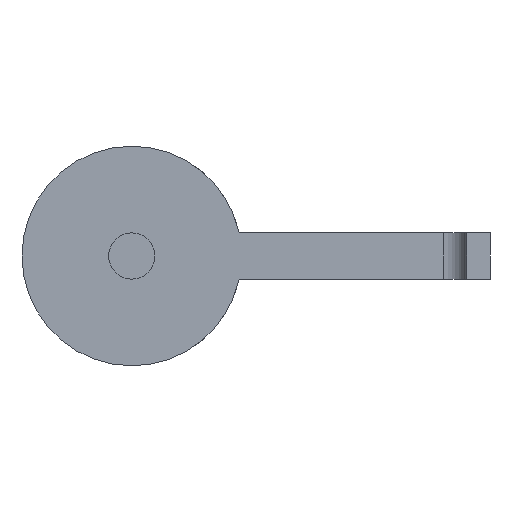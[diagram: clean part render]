
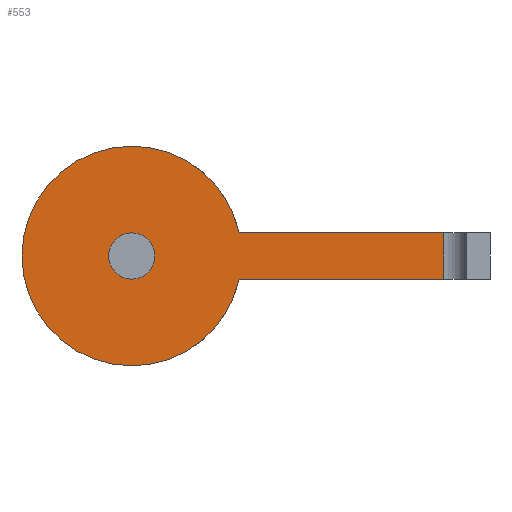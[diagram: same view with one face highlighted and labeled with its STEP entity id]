
A CAD part, front view. The second image highlights one B-rep face of the part: STEP entity #553.
In plain terms, the highlighted planar face has unit normal (0, -1, 0).
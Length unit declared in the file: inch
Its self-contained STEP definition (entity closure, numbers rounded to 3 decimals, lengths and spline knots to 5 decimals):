
#3 = DIRECTION ( 'NONE',  ( 0., 0., 1. ) ) ;
#5 = ORIENTED_EDGE ( 'NONE', *, *, #785, .F. ) ;
#28 = CARTESIAN_POINT ( 'NONE',  ( 0., 0., 0. ) ) ;
#51 = DIRECTION ( 'NONE',  ( 0., 0., 1. ) ) ;
#84 = LINE ( 'NONE', #144, #1034 ) ;
#99 = AXIS2_PLACEMENT_3D ( 'NONE', #286, #698, #799 ) ;
#101 = EDGE_LOOP ( 'NONE', ( #947, #917 ) ) ;
#107 = LINE ( 'NONE', #339, #1119 ) ;
#128 = ORIENTED_EDGE ( 'NONE', *, *, #1131, .F. ) ;
#138 = CIRCLE ( 'NONE', #444, 0.0475 ) ;
#140 = DIRECTION ( 'NONE',  ( 0., 1., 0. ) ) ;
#144 = CARTESIAN_POINT ( 'NONE',  ( 0.135, 0., 0.01 ) ) ;
#153 = DIRECTION ( 'NONE',  ( 0., -1., 0. ) ) ;
#159 = CARTESIAN_POINT ( 'NONE',  ( 0., 0., 0.0475 ) ) ;
#178 = CIRCLE ( 'NONE', #733, 0.0475 ) ;
#243 = CARTESIAN_POINT ( 'NONE',  ( 0.135, 0., -0.01 ) ) ;
#286 = CARTESIAN_POINT ( 'NONE',  ( 0., 0., 0. ) ) ;
#339 = CARTESIAN_POINT ( 'NONE',  ( 0.04644, 0., -0.01 ) ) ;
#350 = VERTEX_POINT ( 'NONE', #800 ) ;
#370 = DIRECTION ( 'NONE',  ( 0., 0., 1. ) ) ;
#388 = AXIS2_PLACEMENT_3D ( 'NONE', #28, #140, #852 ) ;
#389 = EDGE_CURVE ( 'NONE', #538, #1023, #812, .T. ) ;
#423 = EDGE_CURVE ( 'NONE', #1212, #869, #447, .T. ) ;
#444 = AXIS2_PLACEMENT_3D ( 'NONE', #774, #1283, #370 ) ;
#447 = CIRCLE ( 'NONE', #819, 0.01 ) ;
#456 = CIRCLE ( 'NONE', #549, 0.01 ) ;
#524 = DIRECTION ( 'NONE',  ( 0., 0., 1. ) ) ;
#531 = CARTESIAN_POINT ( 'NONE',  ( 0., 0., 0. ) ) ;
#537 = DIRECTION ( 'NONE',  ( -1., 0., 0. ) ) ;
#538 = VERTEX_POINT ( 'NONE', #589 ) ;
#549 = AXIS2_PLACEMENT_3D ( 'NONE', #552, #153, #51 ) ;
#552 = CARTESIAN_POINT ( 'NONE',  ( 0., 0., 0. ) ) ;
#553 = ADVANCED_FACE ( 'NONE', ( #1003, #926 ), #1109, .F. ) ;
#556 = VECTOR ( 'NONE', #1216, 39.37008 ) ;
#576 = CARTESIAN_POINT ( 'NONE',  ( 0., 0., -0.01 ) ) ;
#589 = CARTESIAN_POINT ( 'NONE',  ( 0.04644, 0., 0.01 ) ) ;
#617 = CIRCLE ( 'NONE', #388, 0.0475 ) ;
#623 = DIRECTION ( 'NONE',  ( 0., -1., 0. ) ) ;
#632 = DIRECTION ( 'NONE',  ( 0., 1., 0. ) ) ;
#698 = DIRECTION ( 'NONE',  ( 0., 1., 0. ) ) ;
#708 = VERTEX_POINT ( 'NONE', #159 ) ;
#733 = AXIS2_PLACEMENT_3D ( 'NONE', #531, #632, #524 ) ;
#774 = CARTESIAN_POINT ( 'NONE',  ( 0., 0., 0. ) ) ;
#785 = EDGE_CURVE ( 'NONE', #1154, #350, #107, .T. ) ;
#790 = ORIENTED_EDGE ( 'NONE', *, *, #389, .F. ) ;
#799 = DIRECTION ( 'NONE',  ( 0., 0., 1. ) ) ;
#800 = CARTESIAN_POINT ( 'NONE',  ( 0.04644, 0., -0.01 ) ) ;
#812 = LINE ( 'NONE', #1017, #556 ) ;
#819 = AXIS2_PLACEMENT_3D ( 'NONE', #1132, #623, #3 ) ;
#830 = ORIENTED_EDGE ( 'NONE', *, *, #1300, .F. ) ;
#852 = DIRECTION ( 'NONE',  ( 0., 0., 1. ) ) ;
#869 = VERTEX_POINT ( 'NONE', #1040 ) ;
#890 = EDGE_LOOP ( 'NONE', ( #5, #987, #790, #1082, #830, #128 ) ) ;
#917 = ORIENTED_EDGE ( 'NONE', *, *, #423, .F. ) ;
#926 = FACE_OUTER_BOUND ( 'NONE', #890, .T. ) ;
#939 = EDGE_CURVE ( 'NONE', #708, #538, #178, .T. ) ;
#947 = ORIENTED_EDGE ( 'NONE', *, *, #1019, .F. ) ;
#974 = DIRECTION ( 'NONE',  ( 0., 0., 1. ) ) ;
#987 = ORIENTED_EDGE ( 'NONE', *, *, #1102, .T. ) ;
#1003 = FACE_BOUND ( 'NONE', #101, .T. ) ;
#1009 = VERTEX_POINT ( 'NONE', #1172 ) ;
#1017 = CARTESIAN_POINT ( 'NONE',  ( 0.04644, 0., 0.01 ) ) ;
#1019 = EDGE_CURVE ( 'NONE', #869, #1212, #456, .T. ) ;
#1023 = VERTEX_POINT ( 'NONE', #1063 ) ;
#1034 = VECTOR ( 'NONE', #974, 39.37008 ) ;
#1040 = CARTESIAN_POINT ( 'NONE',  ( 0., 0., 0.01 ) ) ;
#1063 = CARTESIAN_POINT ( 'NONE',  ( 0.135, 0., 0.01 ) ) ;
#1082 = ORIENTED_EDGE ( 'NONE', *, *, #939, .F. ) ;
#1102 = EDGE_CURVE ( 'NONE', #1154, #1023, #84, .T. ) ;
#1109 = PLANE ( 'NONE',  #99 ) ;
#1119 = VECTOR ( 'NONE', #537, 39.37008 ) ;
#1131 = EDGE_CURVE ( 'NONE', #350, #1009, #617, .T. ) ;
#1132 = CARTESIAN_POINT ( 'NONE',  ( 0., 0., 0. ) ) ;
#1154 = VERTEX_POINT ( 'NONE', #243 ) ;
#1172 = CARTESIAN_POINT ( 'NONE',  ( 0., 0., -0.0475 ) ) ;
#1212 = VERTEX_POINT ( 'NONE', #576 ) ;
#1216 = DIRECTION ( 'NONE',  ( 1., 0., 0. ) ) ;
#1283 = DIRECTION ( 'NONE',  ( 0., 1., 0. ) ) ;
#1300 = EDGE_CURVE ( 'NONE', #1009, #708, #138, .T. ) ;
